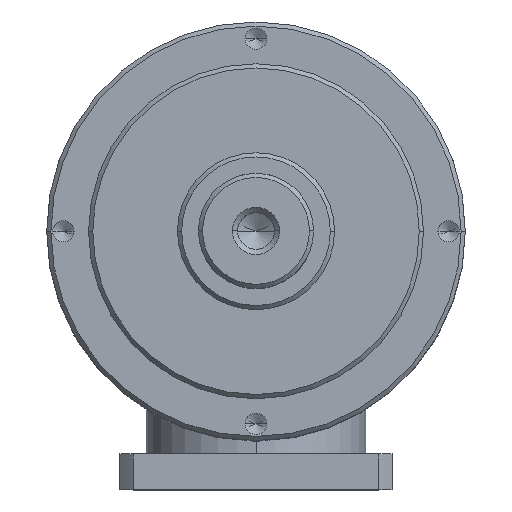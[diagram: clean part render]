
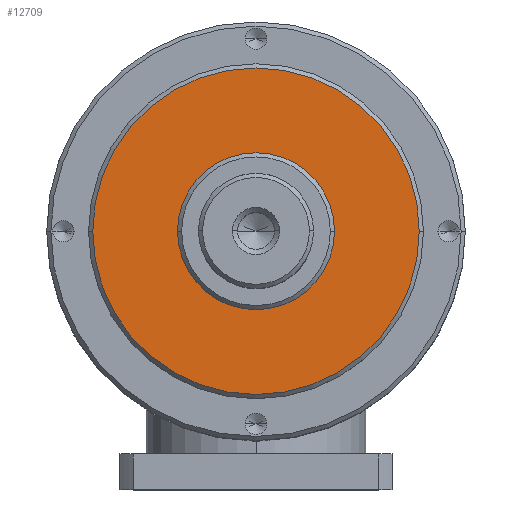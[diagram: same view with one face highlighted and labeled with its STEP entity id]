
A CAD part, top view. The second image highlights one B-rep face of the part: STEP entity #12709.
In plain terms, the highlighted planar face has unit normal (0, 0, 1).
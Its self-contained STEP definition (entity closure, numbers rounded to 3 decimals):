
#3837=CARTESIAN_POINT('',(0.,0.,149.));
#3838=DIRECTION('',(0.,0.,1.));
#3839=DIRECTION('',(-1.,0.,0.));
#3840=AXIS2_PLACEMENT_3D('',#3837,#3838,#3839);
#3842=CARTESIAN_POINT('',(0.,0.,149.));
#3843=DIRECTION('',(0.,0.,1.));
#3844=DIRECTION('',(1.,0.,0.));
#3845=AXIS2_PLACEMENT_3D('',#3842,#3843,#3844);
#3847=CARTESIAN_POINT('',(0.,0.,149.));
#3848=DIRECTION('',(0.,0.,-1.));
#3849=DIRECTION('',(-1.,0.,0.));
#3850=AXIS2_PLACEMENT_3D('',#3847,#3848,#3849);
#3852=CARTESIAN_POINT('',(0.,0.,149.));
#3853=DIRECTION('',(0.,0.,-1.));
#3854=DIRECTION('',(1.,0.,0.));
#3855=AXIS2_PLACEMENT_3D('',#3852,#3853,#3854);
#4368=CARTESIAN_POINT('',(-78.,0.,149.));
#4370=VERTEX_POINT('',#4368);
#4733=CARTESIAN_POINT('',(78.,0.,149.));
#4734=VERTEX_POINT('',#4733);
#4989=CARTESIAN_POINT('',(37.5,0.,149.));
#4990=VERTEX_POINT('',#4989);
#5014=CARTESIAN_POINT('',(-37.5,0.,149.));
#5015=VERTEX_POINT('',#5014);
#12694=CARTESIAN_POINT('',(0.,0.,149.));
#12695=DIRECTION('',(0.,0.,1.));
#12696=DIRECTION('',(1.,0.,0.));
#12697=AXIS2_PLACEMENT_3D('',#12694,#12695,#12696);
#12698=PLANE('',#12697);
#12699=ORIENTED_EDGE('',*,*,#12676,.F.);
#12700=ORIENTED_EDGE('',*,*,#12686,.F.);
#12701=EDGE_LOOP('',(#12699,#12700));
#12702=FACE_OUTER_BOUND('',#12701,.F.);
#12704=ORIENTED_EDGE('',*,*,#12703,.F.);
#12706=ORIENTED_EDGE('',*,*,#12705,.F.);
#12707=EDGE_LOOP('',(#12704,#12706));
#12708=FACE_BOUND('',#12707,.F.);
#12709=ADVANCED_FACE('',(#12702,#12708),#12698,.T.);
#3841=CIRCLE('',#3840,78.);
#3846=CIRCLE('',#3845,78.);
#3851=CIRCLE('',#3850,37.5);
#3856=CIRCLE('',#3855,37.5);
#12676=EDGE_CURVE('',#4370,#4734,#3841,.T.);
#12686=EDGE_CURVE('',#4734,#4370,#3846,.T.);
#12703=EDGE_CURVE('',#5015,#4990,#3851,.T.);
#12705=EDGE_CURVE('',#4990,#5015,#3856,.T.);
